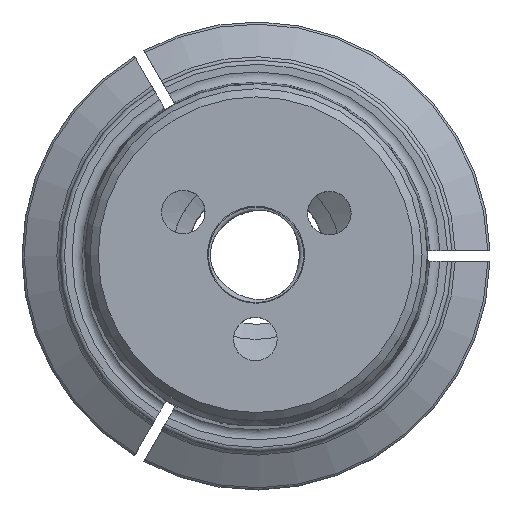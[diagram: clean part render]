
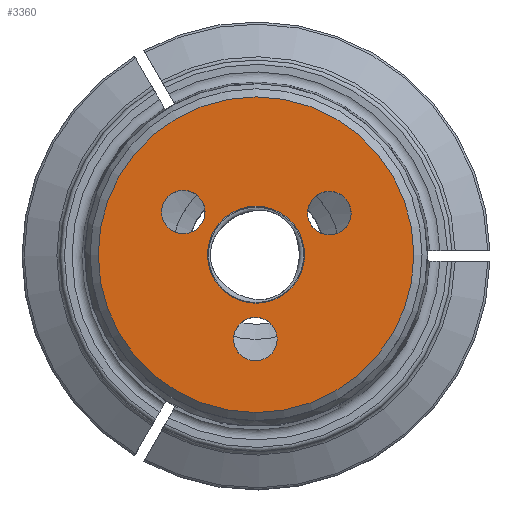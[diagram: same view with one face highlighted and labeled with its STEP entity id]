
A CAD part, top view. The second image highlights one B-rep face of the part: STEP entity #3360.
In plain terms, the highlighted planar face has unit normal (0, 0, 1).
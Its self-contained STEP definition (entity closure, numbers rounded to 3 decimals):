
#67=PLANE('',#3636);
#876=ORIENTED_EDGE('',*,*,#1364,.T.);
#877=ORIENTED_EDGE('',*,*,#1365,.T.);
#878=ORIENTED_EDGE('',*,*,#1366,.T.);
#879=ORIENTED_EDGE('',*,*,#1367,.T.);
#880=ORIENTED_EDGE('',*,*,#1368,.F.);
#1364=EDGE_CURVE('',#1644,#1644,#1816,.T.);
#1365=EDGE_CURVE('',#1645,#1645,#1817,.T.);
#1366=EDGE_CURVE('',#1646,#1646,#1818,.T.);
#1367=EDGE_CURVE('',#1647,#1647,#1819,.F.);
#1368=EDGE_CURVE('',#1648,#1648,#1820,.T.);
#1644=VERTEX_POINT('',#5390);
#1645=VERTEX_POINT('',#5392);
#1646=VERTEX_POINT('',#5394);
#1647=VERTEX_POINT('',#5396);
#1648=VERTEX_POINT('',#5398);
#1816=CIRCLE('',#3637,2.);
#1817=CIRCLE('',#3638,2.);
#1818=CIRCLE('',#3639,2.);
#1819=CIRCLE('',#3640,14.5);
#1820=CIRCLE('',#3641,4.459);
#1975=EDGE_LOOP('',(#876));
#1976=EDGE_LOOP('',(#877));
#1977=EDGE_LOOP('',(#878));
#1978=EDGE_LOOP('',(#879));
#1979=EDGE_LOOP('',(#880));
#2168=FACE_BOUND('',#1975,.T.);
#2169=FACE_BOUND('',#1976,.T.);
#2170=FACE_BOUND('',#1977,.T.);
#2171=FACE_BOUND('',#1978,.T.);
#2172=FACE_BOUND('',#1979,.T.);
#3360=ADVANCED_FACE('',(#2168,#2169,#2170,#2171,#2172),#67,.F.);
#3636=AXIS2_PLACEMENT_3D('',#5388,#4218,#4219);
#3637=AXIS2_PLACEMENT_3D('',#5389,#4220,#4221);
#3638=AXIS2_PLACEMENT_3D('',#5391,#4222,#4223);
#3639=AXIS2_PLACEMENT_3D('',#5393,#4224,#4225);
#3640=AXIS2_PLACEMENT_3D('',#5395,#4226,#4227);
#3641=AXIS2_PLACEMENT_3D('',#5397,#4228,#4229);
#4218=DIRECTION('',(0.,0.,-1.));
#4219=DIRECTION('',(-1.,0.,0.));
#4220=DIRECTION('',(0.,0.,-1.));
#4221=DIRECTION('',(-1.,0.,0.));
#4222=DIRECTION('',(0.,0.,-1.));
#4223=DIRECTION('',(-1.,0.,0.));
#4224=DIRECTION('',(0.,0.,-1.));
#4225=DIRECTION('',(-1.,0.,0.));
#4226=DIRECTION('',(0.,0.,-1.));
#4227=DIRECTION('',(-1.,0.,0.));
#4228=DIRECTION('',(0.,0.,1.));
#4229=DIRECTION('',(0.,-1.,0.));
#5388=CARTESIAN_POINT('',(15.25,0.,70.));
#5389=CARTESIAN_POINT('',(-0.058,-7.75,70.));
#5390=CARTESIAN_POINT('',(-2.058,-7.75,70.));
#5391=CARTESIAN_POINT('',(-6.682,3.925,70.));
#5392=CARTESIAN_POINT('',(-8.682,3.925,70.));
#5393=CARTESIAN_POINT('',(6.741,3.824,70.));
#5394=CARTESIAN_POINT('',(4.741,3.824,70.));
#5395=CARTESIAN_POINT('',(0.,0.,70.));
#5396=CARTESIAN_POINT('',(-14.5,0.,70.));
#5397=CARTESIAN_POINT('',(0.,0.,70.));
#5398=CARTESIAN_POINT('',(0.,-4.459,70.));
